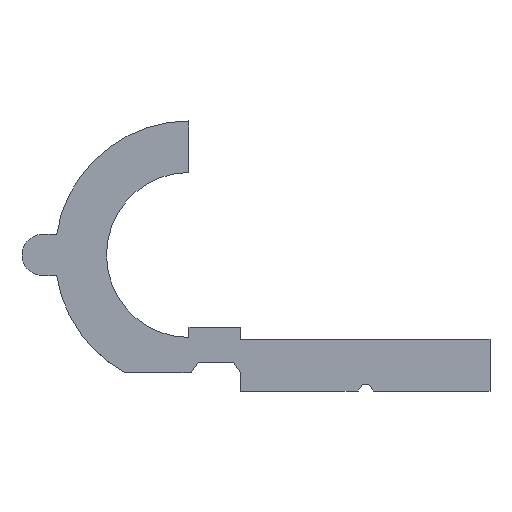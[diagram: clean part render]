
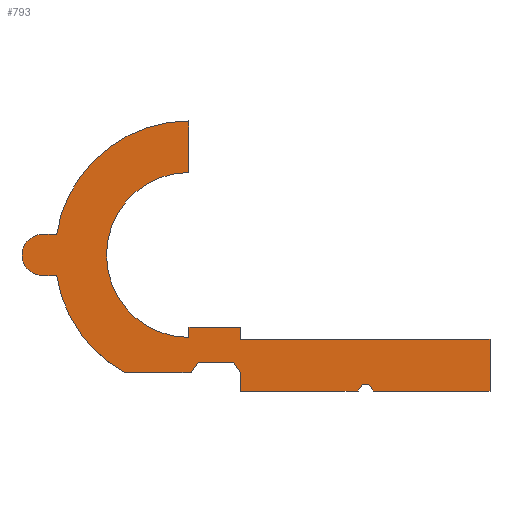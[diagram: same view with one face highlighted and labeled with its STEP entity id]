
A CAD part, top view. The second image highlights one B-rep face of the part: STEP entity #793.
In plain terms, the highlighted planar face has unit normal (0, 0, 1).
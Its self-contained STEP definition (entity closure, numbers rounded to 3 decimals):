
#237=CARTESIAN_POINT('',(0.0,0.0,0.5));
#238=VERTEX_POINT('',#237);
#239=CARTESIAN_POINT('',(-5.65,0.0,0.5));
#240=VERTEX_POINT('',#239);
#241=CARTESIAN_POINT('',(0.0,0.0,0.5));
#242=DIRECTION('',(-1.0,0.0,0.0));
#243=VECTOR('',#242,5.65);
#244=LINE('',#241,#243);
#245=EDGE_CURVE('',#238,#240,#244,.T.);
#268=CARTESIAN_POINT('',(-5.875,0.321,0.5));
#269=VERTEX_POINT('',#268);
#270=CARTESIAN_POINT('',(-5.65,0.0,0.5));
#271=DIRECTION('',(-0.574,0.819,0.0));
#272=VECTOR('',#271,0.392);
#273=LINE('',#270,#272);
#274=EDGE_CURVE('',#240,#269,#273,.T.);
#292=CARTESIAN_POINT('',(-6.175,0.321,0.5));
#293=VERTEX_POINT('',#292);
#294=CARTESIAN_POINT('',(-5.875,0.321,0.5));
#295=DIRECTION('',(-1.0,0.0,0.0));
#296=VECTOR('',#295,0.3);
#297=LINE('',#294,#296);
#298=EDGE_CURVE('',#269,#293,#297,.T.);
#316=CARTESIAN_POINT('',(-6.4,0.,0.5));
#317=VERTEX_POINT('',#316);
#318=CARTESIAN_POINT('',(-6.175,0.321,0.5));
#319=DIRECTION('',(-0.574,-0.819,0.0));
#320=VECTOR('',#319,0.392);
#321=LINE('',#318,#320);
#322=EDGE_CURVE('',#293,#317,#321,.T.);
#340=CARTESIAN_POINT('',(-12.1,0.,0.5));
#341=VERTEX_POINT('',#340);
#342=CARTESIAN_POINT('',(-6.4,0.,0.5));
#343=DIRECTION('',(-1.0,0.0,0.0));
#344=VECTOR('',#343,5.7);
#345=LINE('',#342,#344);
#346=EDGE_CURVE('',#317,#341,#345,.T.);
#364=CARTESIAN_POINT('',(-12.1,0.9,0.5));
#365=VERTEX_POINT('',#364);
#366=CARTESIAN_POINT('',(-12.1,0.,0.5));
#367=DIRECTION('',(0.0,1.0,0.0));
#368=VECTOR('',#367,0.9);
#369=LINE('',#366,#368);
#370=EDGE_CURVE('',#341,#365,#369,.T.);
#388=CARTESIAN_POINT('',(-12.45,1.4,0.5));
#389=VERTEX_POINT('',#388);
#390=CARTESIAN_POINT('',(-12.1,0.9,0.5));
#391=DIRECTION('',(-0.574,0.819,0.0));
#392=VECTOR('',#391,0.61);
#393=LINE('',#390,#392);
#394=EDGE_CURVE('',#365,#389,#393,.T.);
#412=CARTESIAN_POINT('',(-14.15,1.4,0.5));
#413=VERTEX_POINT('',#412);
#414=CARTESIAN_POINT('',(-12.45,1.4,0.5));
#415=DIRECTION('',(-1.0,0.0,0.0));
#416=VECTOR('',#415,1.7);
#417=LINE('',#414,#416);
#418=EDGE_CURVE('',#389,#413,#417,.T.);
#436=CARTESIAN_POINT('',(-14.5,0.9,0.5));
#437=VERTEX_POINT('',#436);
#438=CARTESIAN_POINT('',(-14.15,1.4,0.5));
#439=DIRECTION('',(-0.574,-0.819,0.0));
#440=VECTOR('',#439,0.61);
#441=LINE('',#438,#440);
#442=EDGE_CURVE('',#413,#437,#441,.T.);
#460=CARTESIAN_POINT('',(-17.724,0.9,0.5));
#461=VERTEX_POINT('',#460);
#462=CARTESIAN_POINT('',(-14.5,0.9,0.5));
#463=DIRECTION('',(-1.0,0.0,0.0));
#464=VECTOR('',#463,3.224);
#465=LINE('',#462,#464);
#466=EDGE_CURVE('',#437,#461,#465,.T.);
#484=CARTESIAN_POINT('',(-21.023,5.6,0.5));
#485=VERTEX_POINT('',#484);
#486=CARTESIAN_POINT('',(-14.6,6.6,0.5));
#487=DIRECTION('',(0.0,0.0,-1.0));
#488=DIRECTION('',(-0.988,-0.154,0.0));
#489=AXIS2_PLACEMENT_3D('',#486,#487,#488);
#490=CIRCLE('',#489,6.5);
#491=EDGE_CURVE('',#461,#485,#490,.T.);
#509=CARTESIAN_POINT('',(-21.7,5.6,0.5));
#510=VERTEX_POINT('',#509);
#511=CARTESIAN_POINT('',(-21.023,5.6,0.5));
#512=DIRECTION('',(-1.0,0.0,0.0));
#513=VECTOR('',#512,0.677);
#514=LINE('',#511,#513);
#515=EDGE_CURVE('',#485,#510,#514,.T.);
#533=CARTESIAN_POINT('',(-21.7,7.6,0.5));
#534=VERTEX_POINT('',#533);
#535=CARTESIAN_POINT('',(-21.7,6.6,0.5));
#536=DIRECTION('',(0.0,0.0,-1.0));
#537=DIRECTION('',(0.0,1.0,0.0));
#538=AXIS2_PLACEMENT_3D('',#535,#536,#537);
#539=CIRCLE('',#538,1.0);
#540=EDGE_CURVE('',#510,#534,#539,.T.);
#558=CARTESIAN_POINT('',(-21.023,7.6,0.5));
#559=VERTEX_POINT('',#558);
#560=CARTESIAN_POINT('',(-21.7,7.6,0.5));
#561=DIRECTION('',(1.0,0.0,0.0));
#562=VECTOR('',#561,0.677);
#563=LINE('',#560,#562);
#564=EDGE_CURVE('',#534,#559,#563,.T.);
#582=CARTESIAN_POINT('',(-14.6,13.1,0.5));
#583=VERTEX_POINT('',#582);
#584=CARTESIAN_POINT('',(-14.6,6.6,0.5));
#585=DIRECTION('',(0.0,0.0,-1.0));
#586=DIRECTION('',(0.0,1.0,0.0));
#587=AXIS2_PLACEMENT_3D('',#584,#585,#586);
#588=CIRCLE('',#587,6.5);
#589=EDGE_CURVE('',#559,#583,#588,.T.);
#607=CARTESIAN_POINT('',(-14.6,10.6,0.5));
#608=VERTEX_POINT('',#607);
#609=CARTESIAN_POINT('',(-14.6,13.1,0.5));
#610=DIRECTION('',(0.0,-1.0,0.0));
#611=VECTOR('',#610,2.5);
#612=LINE('',#609,#611);
#613=EDGE_CURVE('',#583,#608,#612,.T.);
#631=CARTESIAN_POINT('',(-14.6,2.6,0.5));
#632=VERTEX_POINT('',#631);
#633=CARTESIAN_POINT('',(-14.6,6.6,0.5));
#634=DIRECTION('',(0.0,0.0,1.0));
#635=DIRECTION('',(0.0,-1.0,0.0));
#636=AXIS2_PLACEMENT_3D('',#633,#634,#635);
#637=CIRCLE('',#636,4.0);
#638=EDGE_CURVE('',#608,#632,#637,.T.);
#656=CARTESIAN_POINT('',(-14.6,3.1,0.5));
#657=VERTEX_POINT('',#656);
#658=CARTESIAN_POINT('',(-14.6,2.6,0.5));
#659=DIRECTION('',(0.0,1.0,0.0));
#660=VECTOR('',#659,0.5);
#661=LINE('',#658,#660);
#662=EDGE_CURVE('',#632,#657,#661,.T.);
#680=CARTESIAN_POINT('',(-12.1,3.1,0.5));
#681=VERTEX_POINT('',#680);
#682=CARTESIAN_POINT('',(-14.6,3.1,0.5));
#683=DIRECTION('',(1.0,0.0,0.0));
#684=VECTOR('',#683,2.5);
#685=LINE('',#682,#684);
#686=EDGE_CURVE('',#657,#681,#685,.T.);
#704=CARTESIAN_POINT('',(-12.1,2.5,0.5));
#705=VERTEX_POINT('',#704);
#706=CARTESIAN_POINT('',(-12.1,3.1,0.5));
#707=DIRECTION('',(0.0,-1.0,0.0));
#708=VECTOR('',#707,0.6);
#709=LINE('',#706,#708);
#710=EDGE_CURVE('',#681,#705,#709,.T.);
#728=CARTESIAN_POINT('',(0.,2.5,0.5));
#729=VERTEX_POINT('',#728);
#730=CARTESIAN_POINT('',(-12.1,2.5,0.5));
#731=DIRECTION('',(1.0,0.0,0.0));
#732=VECTOR('',#731,12.1);
#733=LINE('',#730,#732);
#734=EDGE_CURVE('',#705,#729,#733,.T.);
#752=CARTESIAN_POINT('',(0.,2.5,0.5));
#753=DIRECTION('',(0.0,-1.0,0.0));
#754=VECTOR('',#753,2.5);
#755=LINE('',#752,#754);
#756=EDGE_CURVE('',#729,#238,#755,.T.);
#764=CARTESIAN_POINT('',(-12.88,4.331,0.5));
#765=DIRECTION('',(0.0,0.0,1.0));
#766=DIRECTION('',(1.0,0.0,0.0));
#767=AXIS2_PLACEMENT_3D('',#764,#765,#766);
#768=PLANE('',#767);
#769=ORIENTED_EDGE('',*,*,#245,.F.);
#770=ORIENTED_EDGE('',*,*,#756,.F.);
#771=ORIENTED_EDGE('',*,*,#734,.F.);
#772=ORIENTED_EDGE('',*,*,#710,.F.);
#773=ORIENTED_EDGE('',*,*,#686,.F.);
#774=ORIENTED_EDGE('',*,*,#662,.F.);
#775=ORIENTED_EDGE('',*,*,#638,.F.);
#776=ORIENTED_EDGE('',*,*,#613,.F.);
#777=ORIENTED_EDGE('',*,*,#589,.F.);
#778=ORIENTED_EDGE('',*,*,#564,.F.);
#779=ORIENTED_EDGE('',*,*,#540,.F.);
#780=ORIENTED_EDGE('',*,*,#515,.F.);
#781=ORIENTED_EDGE('',*,*,#491,.F.);
#782=ORIENTED_EDGE('',*,*,#466,.F.);
#783=ORIENTED_EDGE('',*,*,#442,.F.);
#784=ORIENTED_EDGE('',*,*,#418,.F.);
#785=ORIENTED_EDGE('',*,*,#394,.F.);
#786=ORIENTED_EDGE('',*,*,#370,.F.);
#787=ORIENTED_EDGE('',*,*,#346,.F.);
#788=ORIENTED_EDGE('',*,*,#322,.F.);
#789=ORIENTED_EDGE('',*,*,#298,.F.);
#790=ORIENTED_EDGE('',*,*,#274,.F.);
#791=EDGE_LOOP('',(#769,#770,#771,#772,#773,#774,#775,#776,#777,#778,#779,#780,#781,#782,#783,#784,#785,#786,#787,#788,#789,#790));
#792=FACE_OUTER_BOUND('',#791,.T.);
#793=ADVANCED_FACE('',(#792),#768,.T.);
